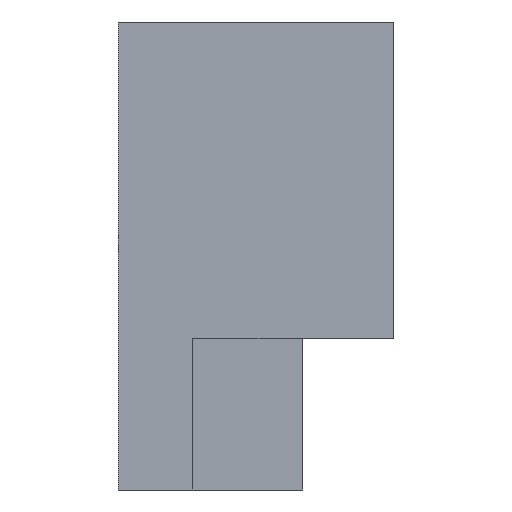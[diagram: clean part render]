
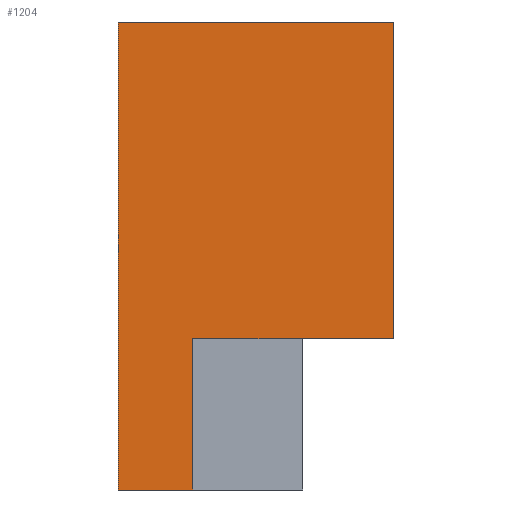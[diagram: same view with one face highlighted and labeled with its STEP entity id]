
A CAD part, left-side view. The second image highlights one B-rep face of the part: STEP entity #1204.
In plain terms, the highlighted planar face has unit normal (-1, 0, 0).
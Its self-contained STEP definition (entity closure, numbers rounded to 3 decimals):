
#66=LINE('',#1863,#127);
#71=LINE('',#2189,#132);
#72=LINE('',#2191,#133);
#73=LINE('',#2193,#134);
#74=LINE('',#2195,#135);
#75=LINE('',#2197,#136);
#127=VECTOR('',#1373,1000.);
#132=VECTOR('',#1386,1000.);
#133=VECTOR('',#1387,1000.);
#134=VECTOR('',#1388,1000.);
#135=VECTOR('',#1389,1000.);
#136=VECTOR('',#1390,1000.);
#230=ORIENTED_EDGE('',*,*,#552,.F.);
#231=ORIENTED_EDGE('',*,*,#528,.F.);
#232=ORIENTED_EDGE('',*,*,#553,.T.);
#233=ORIENTED_EDGE('',*,*,#554,.T.);
#234=ORIENTED_EDGE('',*,*,#555,.F.);
#235=ORIENTED_EDGE('',*,*,#556,.F.);
#528=EDGE_CURVE('',#689,#687,#66,.T.);
#552=EDGE_CURVE('',#687,#713,#71,.T.);
#553=EDGE_CURVE('',#689,#714,#72,.T.);
#554=EDGE_CURVE('',#714,#715,#73,.T.);
#555=EDGE_CURVE('',#716,#715,#74,.T.);
#556=EDGE_CURVE('',#713,#716,#75,.T.);
#687=VERTEX_POINT('',#1858);
#689=VERTEX_POINT('',#1862);
#713=VERTEX_POINT('',#2190);
#714=VERTEX_POINT('',#2192);
#715=VERTEX_POINT('',#2194);
#716=VERTEX_POINT('',#2196);
#896=EDGE_LOOP('',(#230,#231,#232,#233,#234,#235));
#1031=FACE_BOUND('',#896,.T.);
#1152=PLANE('',#1306);
#1204=ADVANCED_FACE('',(#1031),#1152,.F.);
#1306=AXIS2_PLACEMENT_3D('',#2188,#1384,#1385);
#1373=DIRECTION('',(0.,0.,-1.));
#1384=DIRECTION('',(1.,0.,0.));
#1385=DIRECTION('',(0.,0.,-1.));
#1386=DIRECTION('',(0.,1.,0.));
#1387=DIRECTION('',(0.,1.,0.));
#1388=DIRECTION('',(0.,0.,-1.));
#1389=DIRECTION('',(0.,1.,0.));
#1390=DIRECTION('',(0.,0.,-1.));
#1858=CARTESIAN_POINT('',(-63.,-5.,-3.));
#1862=CARTESIAN_POINT('',(-63.,-5.,8.5));
#1863=CARTESIAN_POINT('',(-63.,-5.,8.5));
#2188=CARTESIAN_POINT('',(-63.,-5.,8.5));
#2189=CARTESIAN_POINT('',(-63.,-5.,-3.));
#2190=CARTESIAN_POINT('',(-63.,2.3,-3.));
#2191=CARTESIAN_POINT('',(-63.,-5.,8.5));
#2192=CARTESIAN_POINT('',(-63.,5.,8.5));
#2193=CARTESIAN_POINT('',(-63.,5.,8.5));
#2194=CARTESIAN_POINT('',(-63.,5.,-8.5));
#2195=CARTESIAN_POINT('',(-63.,-5.,-8.5));
#2196=CARTESIAN_POINT('',(-63.,2.3,-8.5));
#2197=CARTESIAN_POINT('',(-63.,2.3,-3.));
